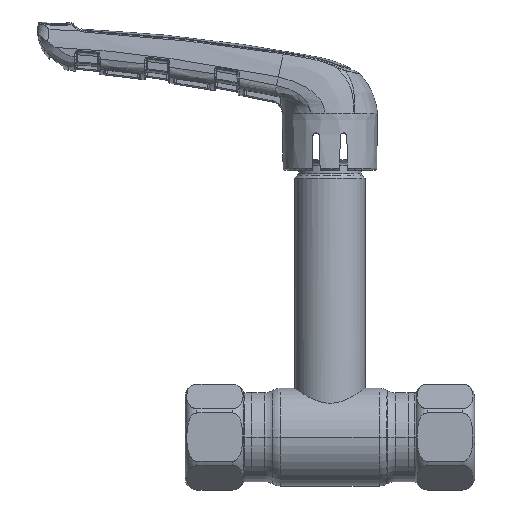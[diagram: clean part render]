
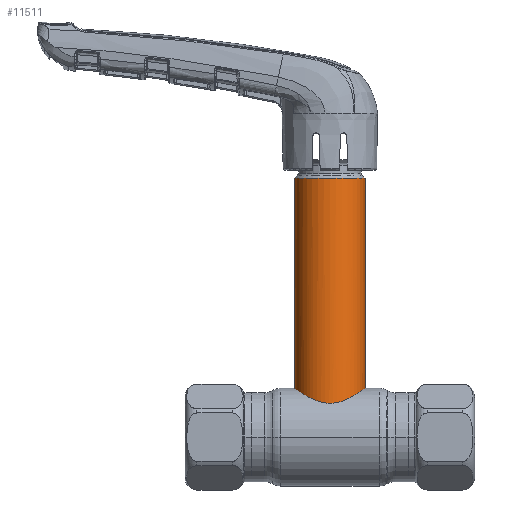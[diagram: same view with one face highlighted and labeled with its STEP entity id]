
A CAD part, top view. The second image highlights one B-rep face of the part: STEP entity #11511.
In plain terms, the highlighted cylindrical face has radius 9 mm (diameter 18 mm), a partial arc.
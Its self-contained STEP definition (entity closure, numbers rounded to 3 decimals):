
#1997 = CARTESIAN_POINT ( 'NONE',  ( 7.096, 11.206, 5.543 ) ) ;
#2203 = CARTESIAN_POINT ( 'NONE',  ( 4.551, 9.793, 7.77 ) ) ;
#2431 = CARTESIAN_POINT ( 'NONE',  ( 8.984, 12.489, 0.613 ) ) ;
#2763 = CARTESIAN_POINT ( 'NONE',  ( 0., 66.219, 0. ) ) ;
#4615 = EDGE_LOOP ( 'NONE', ( #15263, #48414, #14556, #31616 ) ) ;
#5787 = DIRECTION ( 'NONE',  ( 0., -1., 0. ) ) ;
#6239 = CARTESIAN_POINT ( 'NONE',  ( -7.101, 11.208, 5.56 ) ) ;
#6408 = DIRECTION ( 'NONE',  ( 0., -1., 0. ) ) ;
#6429 = CARTESIAN_POINT ( 'NONE',  ( -4.549, 9.787, 7.786 ) ) ;
#6499 = CARTESIAN_POINT ( 'NONE',  ( 9., 12.5, 0. ) ) ;
#6632 = CARTESIAN_POINT ( 'NONE',  ( 0.617, 8.691, 8.984 ) ) ;
#7064 = CARTESIAN_POINT ( 'NONE',  ( -2.114, 8.924, 8.753 ) ) ;
#7477 = CARTESIAN_POINT ( 'NONE',  ( 8.874, 12.409, 1.533 ) ) ;
#10906 = CARTESIAN_POINT ( 'NONE',  ( -9., 12.5, 0.621 ) ) ;
#11323 = CARTESIAN_POINT ( 'NONE',  ( -3.248, 9.26, 8.398 ) ) ;
#11511 = ADVANCED_FACE ( 'NONE', ( #17040 ), #42817, .T. ) ;
#11534 = CARTESIAN_POINT ( 'NONE',  ( -1.224, 8.755, 8.922 ) ) ;
#11737 = CARTESIAN_POINT ( 'NONE',  ( 7.268, 11.316, 5.316 ) ) ;
#12637 = CIRCLE ( 'NONE', #33857, 9. ) ;
#12840 = EDGE_CURVE ( 'NONE', #50867, #52201, #34072, .T. ) ;
#14556 = ORIENTED_EDGE ( 'NONE', *, *, #12840, .T. ) ;
#15263 = ORIENTED_EDGE ( 'NONE', *, *, #60186, .F. ) ;
#15654 = B_SPLINE_CURVE_WITH_KNOTS ( 'NONE', 3,
 ( #25345, #10906, #29751, #25751, #15754, #20680, #25537, #45182, #59412, #59611, #30378, #6239, #40112, #35451, #50041, #6429, #40317, #11323, #16183, #16807, #7064, #50456, #11534, #55558, #16382, #45402, #6632, #45620, #16588, #50659, #30786, #41149, #26379, #2203, #21730, #40713, #36095, #31433, #26592, #1997, #11737, #60244, #60454, #21313, #40521, #7477, #50253, #2431, #21941, #40940 ),
 .UNSPECIFIED., .F., .F.,
 ( 4, 2, 2, 2, 2, 2, 2, 2, 2, 2, 2, 2, 2, 2, 2, 2, 2, 2, 2, 2, 2, 2, 2, 2, 4 ),
 ( 0., 0.002, 0.003, 0.004, 0.005, 0.006, 0.007, 0.009, 0.011, 0.012, 0.013, 0.014, 0.015, 0.016, 0.017, 0.018, 0.019, 0.02, 0.022, 0.023, 0.024, 0.026, 0.028, 0.028, 0.029 ),
 .UNSPECIFIED. ) ;
#15754 = CARTESIAN_POINT ( 'NONE',  ( -8.676, 12.268, 2.414 ) ) ;
#16183 = CARTESIAN_POINT ( 'NONE',  ( -2.97, 9.165, 8.501 ) ) ;
#16382 = CARTESIAN_POINT ( 'NONE',  ( -0.301, 8.674, 9. ) ) ;
#16588 = CARTESIAN_POINT ( 'NONE',  ( 1.53, 8.804, 8.874 ) ) ;
#16807 = CARTESIAN_POINT ( 'NONE',  ( -2.403, 8.997, 8.678 ) ) ;
#17040 = FACE_OUTER_BOUND ( 'NONE', #4615, .T. ) ;
#20680 = CARTESIAN_POINT ( 'NONE',  ( -8.494, 12.14, 2.992 ) ) ;
#21313 = CARTESIAN_POINT ( 'NONE',  ( 8.506, 12.148, 3. ) ) ;
#21730 = CARTESIAN_POINT ( 'NONE',  ( 4.793, 9.909, 7.623 ) ) ;
#21941 = CARTESIAN_POINT ( 'NONE',  ( 9., 12.5, 0.306 ) ) ;
#24247 = VERTEX_POINT ( 'NONE', #6499 ) ;
#25072 = VECTOR ( 'NONE', #6408, 1000. ) ;
#25182 = CARTESIAN_POINT ( 'NONE',  ( -9., 66.219, 0. ) ) ;
#25345 = CARTESIAN_POINT ( 'NONE',  ( -9., 12.5, 0. ) ) ;
#25537 = CARTESIAN_POINT ( 'NONE',  ( -8.389, 12.068, 3.272 ) ) ;
#25729 = CARTESIAN_POINT ( 'NONE',  ( -9., 0., 0. ) ) ;
#25751 = CARTESIAN_POINT ( 'NONE',  ( -8.752, 12.323, 2.119 ) ) ;
#26379 = CARTESIAN_POINT ( 'NONE',  ( 4.046, 9.569, 8.044 ) ) ;
#26592 = CARTESIAN_POINT ( 'NONE',  ( 6.731, 10.979, 5.981 ) ) ;
#27083 = VECTOR ( 'NONE', #47835, 1000. ) ;
#29751 = CARTESIAN_POINT ( 'NONE',  ( -8.936, 12.454, 1.228 ) ) ;
#30378 = CARTESIAN_POINT ( 'NONE',  ( -7.592, 11.527, 4.842 ) ) ;
#30786 = CARTESIAN_POINT ( 'NONE',  ( 2.98, 9.159, 8.512 ) ) ;
#31121 = CARTESIAN_POINT ( 'NONE',  ( 9., 66.219, 0. ) ) ;
#31433 = CARTESIAN_POINT ( 'NONE',  ( 6.537, 10.861, 6.192 ) ) ;
#31616 = ORIENTED_EDGE ( 'NONE', *, *, #41479, .T. ) ;
#31871 = EDGE_CURVE ( 'NONE', #57457, #50867, #12637, .T. ) ;
#33397 = CARTESIAN_POINT ( 'NONE',  ( 9., 0., 0. ) ) ;
#33857 = AXIS2_PLACEMENT_3D ( 'NONE', #2763, #36659, #41493 ) ;
#34072 = LINE ( 'NONE', #25729, #25072 ) ;
#34379 = DIRECTION ( 'NONE',  ( -1., 0., 0. ) ) ;
#35371 = LINE ( 'NONE', #33397, #27083 ) ;
#35451 = CARTESIAN_POINT ( 'NONE',  ( -5.93, 10.503, 6.793 ) ) ;
#36095 = CARTESIAN_POINT ( 'NONE',  ( 5.931, 10.503, 6.794 ) ) ;
#36659 = DIRECTION ( 'NONE',  ( 0., -1., 0. ) ) ;
#40112 = CARTESIAN_POINT ( 'NONE',  ( -6.736, 10.978, 5.996 ) ) ;
#40317 = CARTESIAN_POINT ( 'NONE',  ( -4.05, 9.561, 8.058 ) ) ;
#40521 = CARTESIAN_POINT ( 'NONE',  ( 8.688, 12.277, 2.426 ) ) ;
#40713 = CARTESIAN_POINT ( 'NONE',  ( 5.496, 10.261, 7.15 ) ) ;
#40940 = CARTESIAN_POINT ( 'NONE',  ( 9., 12.5, 0. ) ) ;
#41149 = CARTESIAN_POINT ( 'NONE',  ( 3.784, 9.461, 8.171 ) ) ;
#41479 = EDGE_CURVE ( 'NONE', #52201, #24247, #15654, .T. ) ;
#41493 = DIRECTION ( 'NONE',  ( -1., 0., 0. ) ) ;
#42817 = CYLINDRICAL_SURFACE ( 'NONE', #47832, 9. ) ;
#45182 = CARTESIAN_POINT ( 'NONE',  ( -8.156, 11.907, 3.816 ) ) ;
#45402 = CARTESIAN_POINT ( 'NONE',  ( 0.312, 8.675, 9. ) ) ;
#45620 = CARTESIAN_POINT ( 'NONE',  ( 1.225, 8.756, 8.921 ) ) ;
#47832 = AXIS2_PLACEMENT_3D ( 'NONE', #48977, #5787, #34379 ) ;
#47835 = DIRECTION ( 'NONE',  ( 0., -1., 0. ) ) ;
#48414 = ORIENTED_EDGE ( 'NONE', *, *, #31871, .T. ) ;
#48977 = CARTESIAN_POINT ( 'NONE',  ( 0., 0., 0. ) ) ;
#50041 = CARTESIAN_POINT ( 'NONE',  ( -5.487, 10.257, 7.156 ) ) ;
#50253 = CARTESIAN_POINT ( 'NONE',  ( 8.921, 12.443, 1.229 ) ) ;
#50456 = CARTESIAN_POINT ( 'NONE',  ( -1.525, 8.803, 8.875 ) ) ;
#50659 = CARTESIAN_POINT ( 'NONE',  ( 2.419, 8.987, 8.69 ) ) ;
#50867 = VERTEX_POINT ( 'NONE', #25182 ) ;
#52201 = VERTEX_POINT ( 'NONE', #54337 ) ;
#54337 = CARTESIAN_POINT ( 'NONE',  ( -9., 12.5, 0. ) ) ;
#55558 = CARTESIAN_POINT ( 'NONE',  ( -0.611, 8.691, 8.985 ) ) ;
#57457 = VERTEX_POINT ( 'NONE', #31121 ) ;
#59412 = CARTESIAN_POINT ( 'NONE',  ( -8.027, 11.819, 4.08 ) ) ;
#59611 = CARTESIAN_POINT ( 'NONE',  ( -7.746, 11.629, 4.592 ) ) ;
#60186 = EDGE_CURVE ( 'NONE', #57457, #24247, #35371, .T. ) ;
#60244 = CARTESIAN_POINT ( 'NONE',  ( 7.753, 11.632, 4.607 ) ) ;
#60454 = CARTESIAN_POINT ( 'NONE',  ( 8.034, 11.823, 4.099 ) ) ;
